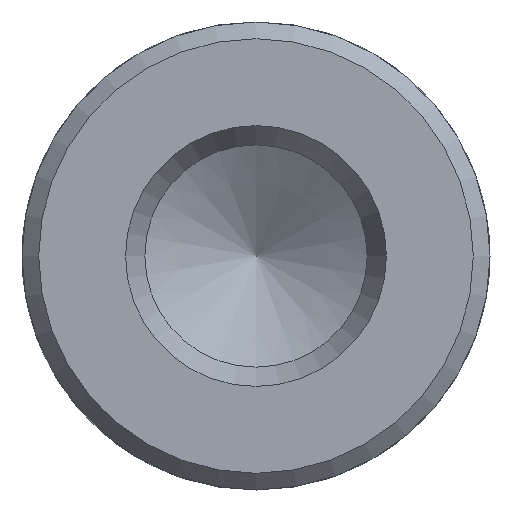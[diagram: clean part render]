
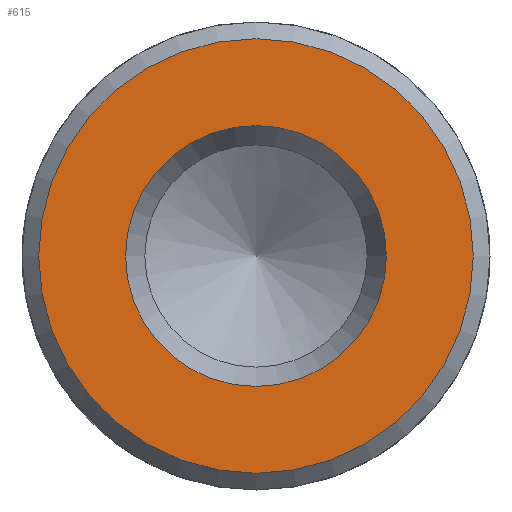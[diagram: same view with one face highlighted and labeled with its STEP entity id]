
A CAD part, left-side view. The second image highlights one B-rep face of the part: STEP entity #615.
In plain terms, the highlighted planar face has unit normal (-1, 0, 0).
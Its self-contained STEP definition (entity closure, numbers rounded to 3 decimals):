
#542 = CONICAL_SURFACE('',#543,3.614,0.524);
#543 = AXIS2_PLACEMENT_3D('',#544,#545,#546);
#544 = CARTESIAN_POINT('',(0.5,0.,0.));
#545 = DIRECTION('',(-1.,0.,0.));
#546 = DIRECTION('',(0.,0.,1.));
#567 = VERTEX_POINT('',#568);
#568 = CARTESIAN_POINT('',(0.,0.,
    -3.902));
#588 = EDGE_CURVE('',#567,#567,#589,.T.);
#589 = SURFACE_CURVE('',#590,(#595,#602),.PCURVE_S1.);
#590 = CIRCLE('',#591,3.902);
#591 = AXIS2_PLACEMENT_3D('',#592,#593,#594);
#592 = CARTESIAN_POINT('',(0.,0.,0.));
#593 = DIRECTION('',(-1.,0.,0.));
#594 = DIRECTION('',(0.,0.,1.));
#595 = PCURVE('',#542,#596);
#596 = DEFINITIONAL_REPRESENTATION('',(#597),#601);
#597 = LINE('',#598,#599);
#598 = CARTESIAN_POINT('',(0.,0.5));
#599 = VECTOR('',#600,1.);
#600 = DIRECTION('',(1.,0.));
#601 = ( GEOMETRIC_REPRESENTATION_CONTEXT(2) 
PARAMETRIC_REPRESENTATION_CONTEXT() REPRESENTATION_CONTEXT('2D SPACE',''
  ) );
#602 = PCURVE('',#603,#608);
#603 = PLANE('',#604);
#604 = AXIS2_PLACEMENT_3D('',#605,#606,#607);
#605 = CARTESIAN_POINT('',(0.,0.,0.));
#606 = DIRECTION('',(-1.,0.,0.));
#607 = DIRECTION('',(0.,0.,-1.));
#608 = DEFINITIONAL_REPRESENTATION('',(#609),#613);
#609 = CIRCLE('',#610,3.902);
#610 = AXIS2_PLACEMENT_2D('',#611,#612);
#611 = CARTESIAN_POINT('',(0.,0.));
#612 = DIRECTION('',(-1.,0.));
#613 = ( GEOMETRIC_REPRESENTATION_CONTEXT(2) 
PARAMETRIC_REPRESENTATION_CONTEXT() REPRESENTATION_CONTEXT('2D SPACE',''
  ) );
#615 = ADVANCED_FACE('',(#616,#651),#603,.T.);
#616 = FACE_BOUND('',#617,.T.);
#617 = EDGE_LOOP('',(#618));
#618 = ORIENTED_EDGE('',*,*,#619,.F.);
#619 = EDGE_CURVE('',#620,#620,#622,.T.);
#620 = VERTEX_POINT('',#621);
#621 = CARTESIAN_POINT('',(0.,0.,-6.5)
  );
#622 = SURFACE_CURVE('',#623,(#628,#639),.PCURVE_S1.);
#623 = CIRCLE('',#624,6.5);
#624 = AXIS2_PLACEMENT_3D('',#625,#626,#627);
#625 = CARTESIAN_POINT('',(0.,0.,0.));
#626 = DIRECTION('',(1.,0.,0.));
#627 = DIRECTION('',(0.,0.,1.));
#628 = PCURVE('',#603,#629);
#629 = DEFINITIONAL_REPRESENTATION('',(#630),#638);
#630 = ( BOUNDED_CURVE() B_SPLINE_CURVE(2,(#631,#632,#633,#634,#635,#636
,#637),.UNSPECIFIED.,.T.,.F.) B_SPLINE_CURVE_WITH_KNOTS((1,2,2,2,2,1),(
    -2.094,0.,2.094,4.189,6.283,
8.378),.UNSPECIFIED.) CURVE() GEOMETRIC_REPRESENTATION_ITEM() 
RATIONAL_B_SPLINE_CURVE((1.,0.5,1.,0.5,1.,0.5,1.)) REPRESENTATION_ITEM(
  '') );
#631 = CARTESIAN_POINT('',(-6.5,0.));
#632 = CARTESIAN_POINT('',(-6.5,11.258));
#633 = CARTESIAN_POINT('',(3.25,5.629));
#634 = CARTESIAN_POINT('',(13.,0.));
#635 = CARTESIAN_POINT('',(3.25,-5.629));
#636 = CARTESIAN_POINT('',(-6.5,-11.258));
#637 = CARTESIAN_POINT('',(-6.5,0.));
#638 = ( GEOMETRIC_REPRESENTATION_CONTEXT(2) 
PARAMETRIC_REPRESENTATION_CONTEXT() REPRESENTATION_CONTEXT('2D SPACE',''
  ) );
#639 = PCURVE('',#640,#645);
#640 = CONICAL_SURFACE('',#641,6.75,0.785);
#641 = AXIS2_PLACEMENT_3D('',#642,#643,#644);
#642 = CARTESIAN_POINT('',(0.25,0.,0.));
#643 = DIRECTION('',(1.,0.,0.));
#644 = DIRECTION('',(0.,0.,1.));
#645 = DEFINITIONAL_REPRESENTATION('',(#646),#650);
#646 = LINE('',#647,#648);
#647 = CARTESIAN_POINT('',(0.,-0.25));
#648 = VECTOR('',#649,1.);
#649 = DIRECTION('',(1.,0.));
#650 = ( GEOMETRIC_REPRESENTATION_CONTEXT(2) 
PARAMETRIC_REPRESENTATION_CONTEXT() REPRESENTATION_CONTEXT('2D SPACE',''
  ) );
#651 = FACE_BOUND('',#652,.T.);
#652 = EDGE_LOOP('',(#653));
#653 = ORIENTED_EDGE('',*,*,#588,.F.);
